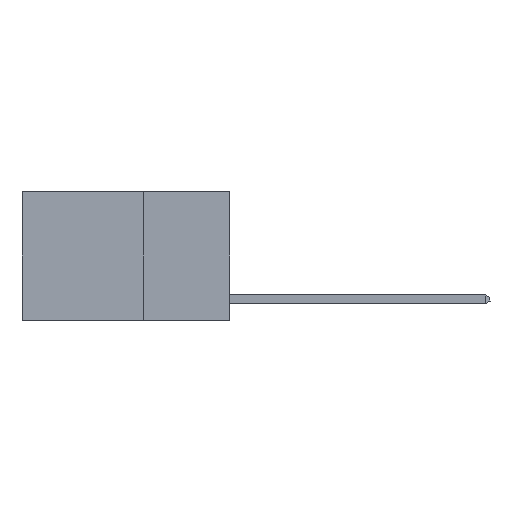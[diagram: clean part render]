
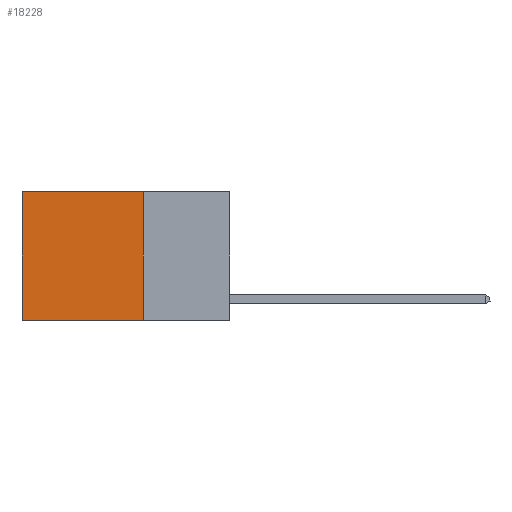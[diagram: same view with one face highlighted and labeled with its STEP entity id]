
A CAD part, left-side view. The second image highlights one B-rep face of the part: STEP entity #18228.
In plain terms, the highlighted planar face has unit normal (-1, 0, 0).
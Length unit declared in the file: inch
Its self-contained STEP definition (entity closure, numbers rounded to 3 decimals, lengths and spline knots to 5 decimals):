
#304 = VERTEX_POINT ( 'NONE', #11249 ) ;
#433 = ORIENTED_EDGE ( 'NONE', *, *, #12548, .T. ) ;
#578 = LINE ( 'NONE', #10784, #13390 ) ;
#675 = LINE ( 'NONE', #2114, #15025 ) ;
#689 = VERTEX_POINT ( 'NONE', #15506 ) ;
#2114 = CARTESIAN_POINT ( 'NONE',  ( 0.2625, 0.25, -0.37 ) ) ;
#3105 = LINE ( 'NONE', #9417, #7273 ) ;
#3723 = VERTEX_POINT ( 'NONE', #10869 ) ;
#4826 = CARTESIAN_POINT ( 'NONE',  ( 0.2625, 0.6, 0. ) ) ;
#4867 = ORIENTED_EDGE ( 'NONE', *, *, #8730, .F. ) ;
#5468 = CARTESIAN_POINT ( 'NONE',  ( 0.2625, 0.25, -0.37 ) ) ;
#5596 = CARTESIAN_POINT ( 'NONE',  ( 0.2625, 0.25, 0. ) ) ;
#6604 = DIRECTION ( 'NONE',  ( 0., 1., 0. ) ) ;
#6609 = EDGE_CURVE ( 'NONE', #689, #304, #578, .T. ) ;
#7066 = FACE_OUTER_BOUND ( 'NONE', #17712, .T. ) ;
#7067 = ORIENTED_EDGE ( 'NONE', *, *, #6609, .T. ) ;
#7273 = VECTOR ( 'NONE', #7671, 39.37008 ) ;
#7671 = DIRECTION ( 'NONE',  ( 0., 0., -1. ) ) ;
#8730 = EDGE_CURVE ( 'NONE', #689, #17345, #3105, .T. ) ;
#8898 = EDGE_CURVE ( 'NONE', #17345, #3723, #675, .T. ) ;
#9403 = LINE ( 'NONE', #4826, #17026 ) ;
#9417 = CARTESIAN_POINT ( 'NONE',  ( 0.2625, 0.25, 0. ) ) ;
#10784 = CARTESIAN_POINT ( 'NONE',  ( 0.2625, 0.25, 0. ) ) ;
#10869 = CARTESIAN_POINT ( 'NONE',  ( 0.2625, 0.6, -0.37 ) ) ;
#11249 = CARTESIAN_POINT ( 'NONE',  ( 0.2625, 0.6, 0. ) ) ;
#11522 = DIRECTION ( 'NONE',  ( 1., 0., 0. ) ) ;
#12548 = EDGE_CURVE ( 'NONE', #304, #3723, #9403, .T. ) ;
#12984 = PLANE ( 'NONE',  #18572 ) ;
#13390 = VECTOR ( 'NONE', #18384, 39.37008 ) ;
#15025 = VECTOR ( 'NONE', #6604, 39.37008 ) ;
#15307 = DIRECTION ( 'NONE',  ( 0., 0., -1. ) ) ;
#15466 = ORIENTED_EDGE ( 'NONE', *, *, #8898, .F. ) ;
#15506 = CARTESIAN_POINT ( 'NONE',  ( 0.2625, 0.25, 0. ) ) ;
#17026 = VECTOR ( 'NONE', #15307, 39.37008 ) ;
#17345 = VERTEX_POINT ( 'NONE', #5468 ) ;
#17488 = DIRECTION ( 'NONE',  ( 0., 0., -1. ) ) ;
#17712 = EDGE_LOOP ( 'NONE', ( #433, #15466, #4867, #7067 ) ) ;
#18228 = ADVANCED_FACE ( 'NONE', ( #7066 ), #12984, .F. ) ;
#18384 = DIRECTION ( 'NONE',  ( 0., 1., 0. ) ) ;
#18572 = AXIS2_PLACEMENT_3D ( 'NONE', #5596, #11522, #17488 ) ;
